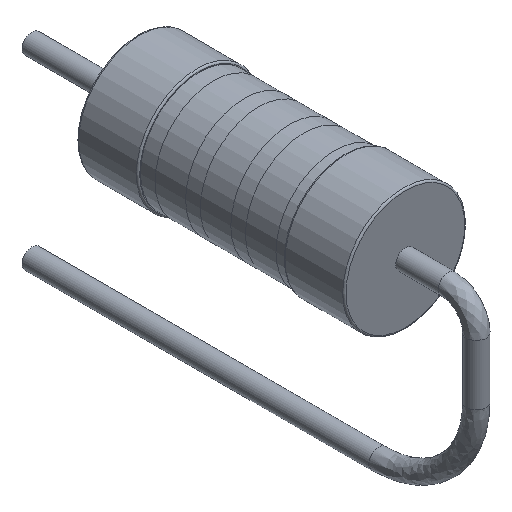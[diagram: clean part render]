
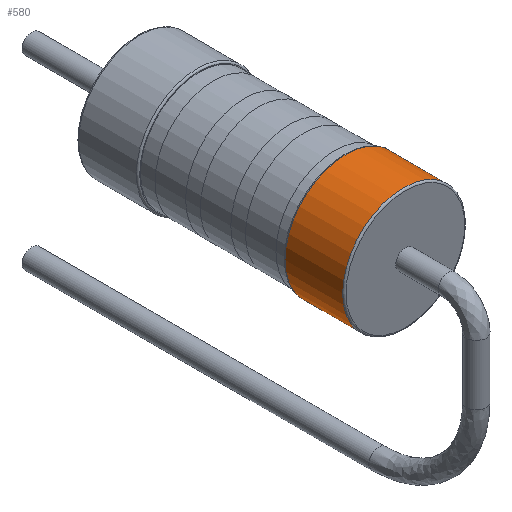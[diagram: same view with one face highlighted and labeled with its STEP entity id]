
A CAD part, isometric view. The second image highlights one B-rep face of the part: STEP entity #580.
In plain terms, the highlighted cylindrical face has radius 2.5 mm (diameter 5 mm), a full revolution.
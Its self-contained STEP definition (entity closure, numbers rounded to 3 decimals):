
#559 = VERTEX_POINT('',#560);
#560 = CARTESIAN_POINT('',(2.5,3.83,0.));
#569 = EDGE_CURVE('',#559,#559,#570,.T.);
#570 = CIRCLE('',#571,2.5);
#571 = AXIS2_PLACEMENT_3D('',#572,#573,#574);
#572 = CARTESIAN_POINT('',(0.,3.83,0.));
#573 = DIRECTION('',(0.,-1.,0.));
#574 = DIRECTION('',(1.,0.,0.));
#580 = ADVANCED_FACE('',(#581),#600,.T.);
#581 = FACE_BOUND('',#582,.T.);
#582 = EDGE_LOOP('',(#583,#591,#592,#593));
#583 = ORIENTED_EDGE('',*,*,#584,.T.);
#584 = EDGE_CURVE('',#585,#559,#587,.T.);
#585 = VERTEX_POINT('',#586);
#586 = CARTESIAN_POINT('',(2.5,1.47,0.));
#587 = LINE('',#588,#589);
#588 = CARTESIAN_POINT('',(2.5,1.4,0.));
#589 = VECTOR('',#590,1.);
#590 = DIRECTION('',(-0.,1.,-0.));
#591 = ORIENTED_EDGE('',*,*,#569,.T.);
#592 = ORIENTED_EDGE('',*,*,#584,.F.);
#593 = ORIENTED_EDGE('',*,*,#594,.F.);
#594 = EDGE_CURVE('',#585,#585,#595,.T.);
#595 = CIRCLE('',#596,2.5);
#596 = AXIS2_PLACEMENT_3D('',#597,#598,#599);
#597 = CARTESIAN_POINT('',(0.,1.47,0.));
#598 = DIRECTION('',(0.,-1.,0.));
#599 = DIRECTION('',(1.,0.,0.));
#600 = CYLINDRICAL_SURFACE('',#601,2.5);
#601 = AXIS2_PLACEMENT_3D('',#602,#603,#604);
#602 = CARTESIAN_POINT('',(0.,1.4,0.));
#603 = DIRECTION('',(0.,-1.,0.));
#604 = DIRECTION('',(1.,0.,0.));
